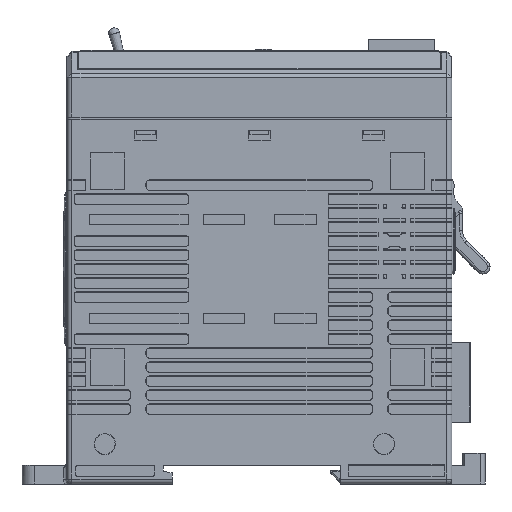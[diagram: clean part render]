
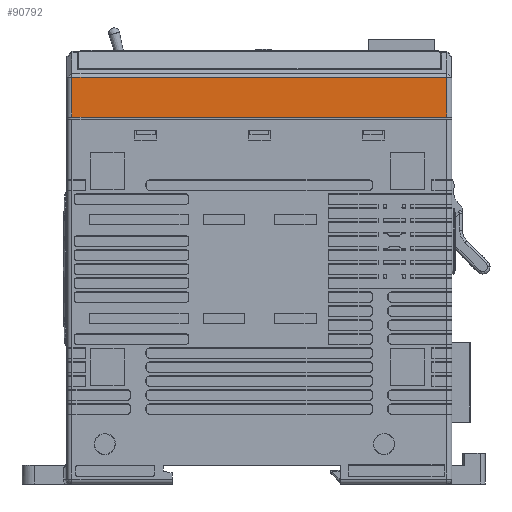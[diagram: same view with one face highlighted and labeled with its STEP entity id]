
A CAD part, left-side view. The second image highlights one B-rep face of the part: STEP entity #90792.
In plain terms, the highlighted planar face has unit normal (-1, 0, 0).
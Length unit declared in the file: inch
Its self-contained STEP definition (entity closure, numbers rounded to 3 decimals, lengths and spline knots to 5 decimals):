
#499 = VERTEX_POINT ( 'NONE', #37959 ) ;
#727 = VECTOR ( 'NONE', #86736, 39.37008 ) ;
#3416 = VECTOR ( 'NONE', #86669, 39.37008 ) ;
#5195 = VERTEX_POINT ( 'NONE', #5495 ) ;
#5495 = CARTESIAN_POINT ( 'NONE',  ( -1.14711, -1.39786, 2.74295 ) ) ;
#10605 = LINE ( 'NONE', #66720, #727 ) ;
#11870 = LINE ( 'NONE', #52467, #13246 ) ;
#13246 = VECTOR ( 'NONE', #91834, 39.37008 ) ;
#14923 = DIRECTION ( 'NONE',  ( -1., 0., 0. ) ) ;
#16381 = CARTESIAN_POINT ( 'NONE',  ( -1.14711, -0.14784, 2.74295 ) ) ;
#17519 = ORIENTED_EDGE ( 'NONE', *, *, #114484, .T. ) ;
#31454 = ORIENTED_EDGE ( 'NONE', *, *, #33740, .T. ) ;
#33740 = EDGE_CURVE ( 'NONE', #108684, #499, #11870, .T. ) ;
#35532 = DIRECTION ( 'NONE',  ( 0., 0., 1. ) ) ;
#37959 = CARTESIAN_POINT ( 'NONE',  ( -1.14711, 1.5549, 2.74295 ) ) ;
#51615 = CARTESIAN_POINT ( 'NONE',  ( -1.14711, 1.5549, 3.05734 ) ) ;
#52467 = CARTESIAN_POINT ( 'NONE',  ( -1.14711, 1.5549, -1.04757 ) ) ;
#66720 = CARTESIAN_POINT ( 'NONE',  ( -1.14711, -0.14784, 3.05734 ) ) ;
#72919 = CARTESIAN_POINT ( 'NONE',  ( -1.14711, -1.39786, -1.04757 ) ) ;
#73271 = VERTEX_POINT ( 'NONE', #117755 ) ;
#74883 = PLANE ( 'NONE',  #112473 ) ;
#75519 = CARTESIAN_POINT ( 'NONE',  ( -1.14711, -0.14784, -1.04757 ) ) ;
#84574 = FACE_OUTER_BOUND ( 'NONE', #104640, .T. ) ;
#86669 = DIRECTION ( 'NONE',  ( 0., -1., 0. ) ) ;
#86736 = DIRECTION ( 'NONE',  ( 0., 1., 0. ) ) ;
#90792 = ADVANCED_FACE ( 'NONE', ( #84574 ), #74883, .T. ) ;
#91834 = DIRECTION ( 'NONE',  ( 0., 0., -1. ) ) ;
#93225 = EDGE_CURVE ( 'NONE', #499, #5195, #125327, .T. ) ;
#99349 = EDGE_CURVE ( 'NONE', #5195, #73271, #103207, .T. ) ;
#103207 = LINE ( 'NONE', #72919, #115940 ) ;
#104640 = EDGE_LOOP ( 'NONE', ( #119864, #17519, #31454, #111585 ) ) ;
#108684 = VERTEX_POINT ( 'NONE', #51615 ) ;
#111585 = ORIENTED_EDGE ( 'NONE', *, *, #93225, .T. ) ;
#112247 = DIRECTION ( 'NONE',  ( 0., 0., 1. ) ) ;
#112473 = AXIS2_PLACEMENT_3D ( 'NONE', #75519, #14923, #35532 ) ;
#114484 = EDGE_CURVE ( 'NONE', #73271, #108684, #10605, .T. ) ;
#115940 = VECTOR ( 'NONE', #112247, 39.37008 ) ;
#117755 = CARTESIAN_POINT ( 'NONE',  ( -1.14711, -1.39786, 3.05734 ) ) ;
#119864 = ORIENTED_EDGE ( 'NONE', *, *, #99349, .T. ) ;
#125327 = LINE ( 'NONE', #16381, #3416 ) ;
